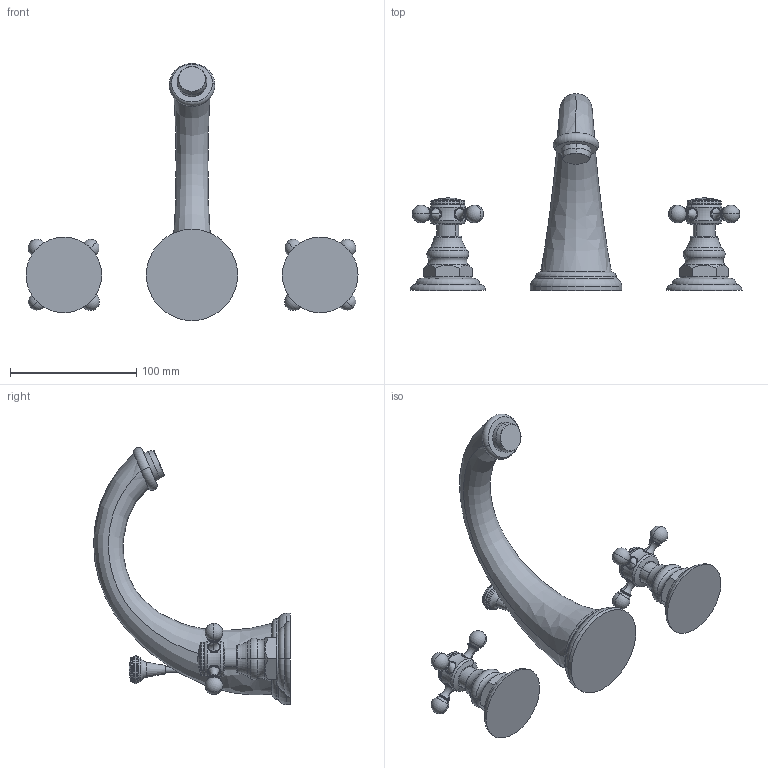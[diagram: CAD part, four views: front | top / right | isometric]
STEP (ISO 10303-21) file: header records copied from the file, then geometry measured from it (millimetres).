
FILE_DESCRIPTION((''),'2;1');
FILE_NAME('890','2020-11-25T16:08:42',('jinson.thomas'),(''),'CREO PARAMETRIC BY PTC INC, 2018400','CREO PARAMETRIC BY PTC INC, 2018400','');
FILE_SCHEMA(('CONFIG_CONTROL_DESIGN'));
Length unit declared in the file: inch
Products named in the file (1): 890
Bounding box: 263.14 x 155.99 x 203.88 mm (x, y, z)
Volume: 429185.9 mm3; surface area: 69358.2 mm2
Topology: 3 solids, 3 shells, 453 faces, 1070 edges, 630 vertices
Faces by surface type: plane 126, torus 122, cylinder 104, cone 46, sphere 34, bspline 13, extrusion 8
Entity records: 14440 total; most frequent: CARTESIAN_POINT 3955, DIRECTION 2411, ORIENTED_EDGE 2088, AXIS2_PLACEMENT_3D 1071, EDGE_CURVE 1044, CIRCLE 639, VERTEX_POINT 630, EDGE_LOOP 486
